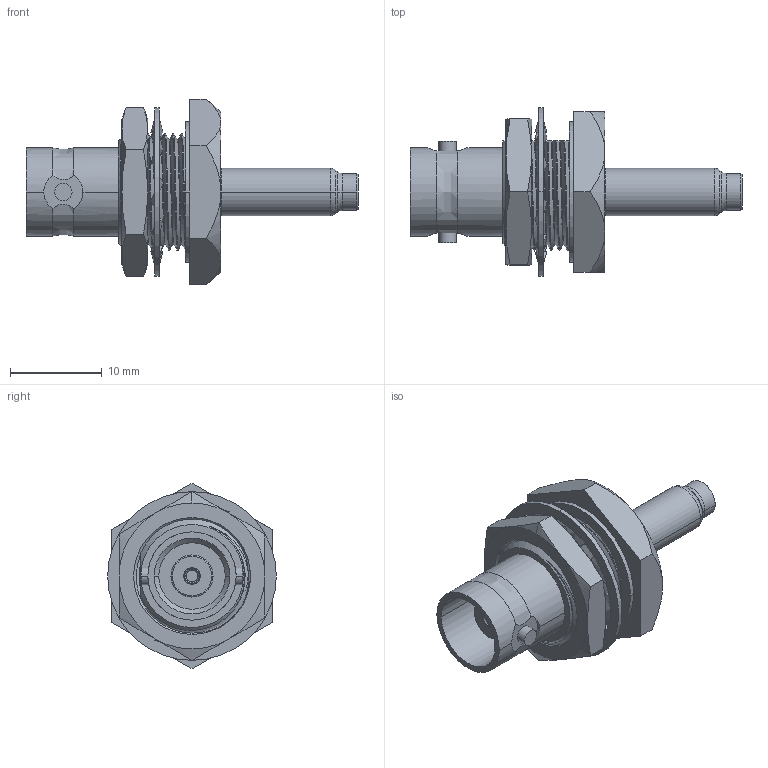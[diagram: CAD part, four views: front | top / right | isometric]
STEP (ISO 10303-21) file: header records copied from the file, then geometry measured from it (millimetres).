
FILE_DESCRIPTION (( 'STEP AP214' ), '1' );
FILE_NAME ('LCCN45943_3D.step', '2023-05-09T22:29:24', ( '' ), ( '' ), 'SwSTEP 2.0', 'SolidWorks 2022', '' );
FILE_SCHEMA (( 'AUTOMOTIVE_DESIGN' ));
Length unit declared in the file: inch
Products named in the file (1): LCCN45943_3D
Bounding box: 36.12 x 18.34 x 20.16 mm (x, y, z)
Volume: 2570.7 mm3; surface area: 3379.3 mm2
Topology: 5 solids, 5 shells, 257 faces, 704 edges, 466 vertices
Faces by surface type: bspline 80, cylinder 74, plane 62, cone 39, torus 2
Entity records: 18238 total; most frequent: CARTESIAN_POINT 12315, ORIENTED_EDGE 1408, DIRECTION 962, EDGE_CURVE 704, VERTEX_POINT 466, AXIS2_PLACEMENT_3D 361, EDGE_LOOP 274, ADVANCED_FACE 257
